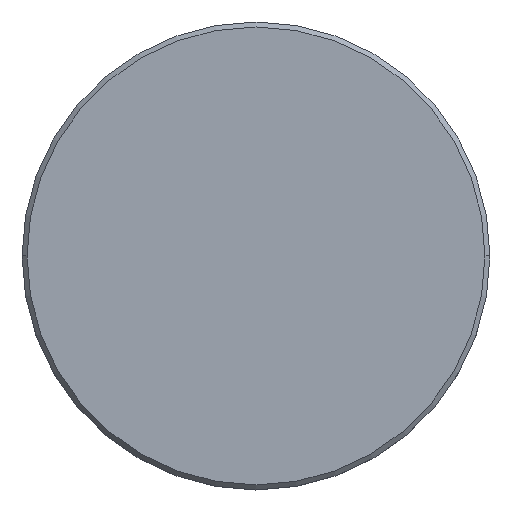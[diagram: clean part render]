
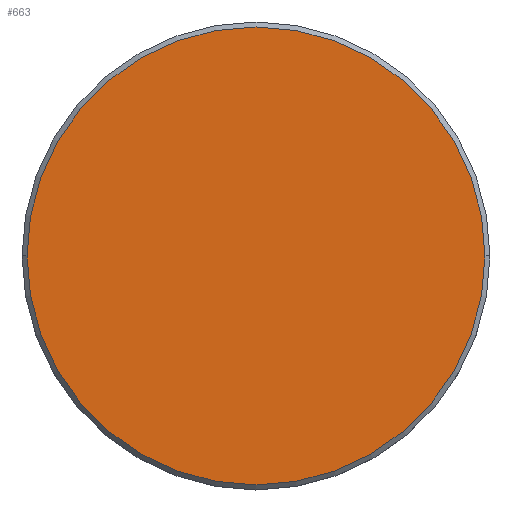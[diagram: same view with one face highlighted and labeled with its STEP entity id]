
A CAD part, top view. The second image highlights one B-rep face of the part: STEP entity #663.
In plain terms, the highlighted planar face has unit normal (0, 0, 1).
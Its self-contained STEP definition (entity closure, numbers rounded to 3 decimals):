
#61 = ORIENTED_EDGE ( 'NONE', *, *, #877, .T. ) ;
#171 = CARTESIAN_POINT ( 'NONE',  ( 0., 0., 0. ) ) ;
#216 = EDGE_CURVE ( 'NONE', #300, #417, #883, .T. ) ;
#300 = VERTEX_POINT ( 'NONE', #426 ) ;
#347 = CARTESIAN_POINT ( 'NONE',  ( 23., 0., 0. ) ) ;
#364 = CARTESIAN_POINT ( 'NONE',  ( 0., 0., 0. ) ) ;
#417 = VERTEX_POINT ( 'NONE', #347 ) ;
#426 = CARTESIAN_POINT ( 'NONE',  ( -23., 0., 0. ) ) ;
#605 = CARTESIAN_POINT ( 'NONE',  ( 0., 0., 0. ) ) ;
#626 = EDGE_LOOP ( 'NONE', ( #1136, #61 ) ) ;
#663 = ADVANCED_FACE ( 'NONE', ( #1138 ), #1153, .T. ) ;
#701 = DIRECTION ( 'NONE',  ( 1., 0., 0. ) ) ;
#736 = DIRECTION ( 'NONE',  ( 0., 0., 1. ) ) ;
#773 = CIRCLE ( 'NONE', #1150, 23. ) ;
#802 = DIRECTION ( 'NONE',  ( 0., 0., 1. ) ) ;
#877 = EDGE_CURVE ( 'NONE', #417, #300, #773, .T. ) ;
#883 = CIRCLE ( 'NONE', #1038, 23. ) ;
#925 = AXIS2_PLACEMENT_3D ( 'NONE', #605, #969, #701 ) ;
#969 = DIRECTION ( 'NONE',  ( 0., 0., 1. ) ) ;
#983 = DIRECTION ( 'NONE',  ( 1., 0., 0. ) ) ;
#997 = DIRECTION ( 'NONE',  ( 1., 0., 0. ) ) ;
#1038 = AXIS2_PLACEMENT_3D ( 'NONE', #171, #802, #983 ) ;
#1136 = ORIENTED_EDGE ( 'NONE', *, *, #216, .T. ) ;
#1138 = FACE_OUTER_BOUND ( 'NONE', #626, .T. ) ;
#1150 = AXIS2_PLACEMENT_3D ( 'NONE', #364, #736, #997 ) ;
#1153 = PLANE ( 'NONE',  #925 ) ;
